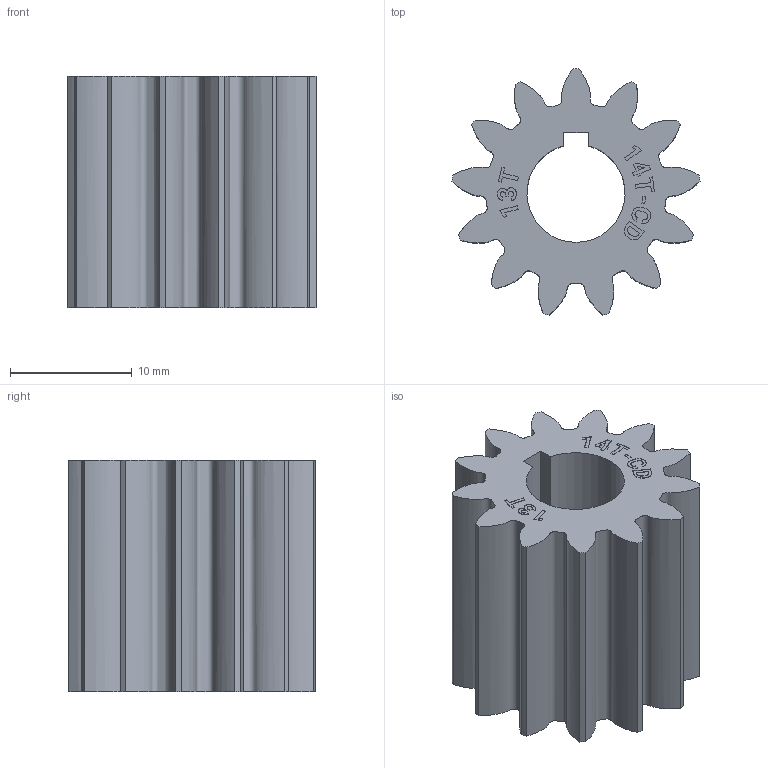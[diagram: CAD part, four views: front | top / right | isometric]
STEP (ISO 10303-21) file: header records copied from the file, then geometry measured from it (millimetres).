
FILE_DESCRIPTION (( 'STEP AP214' ), '1' );
FILE_NAME ('WCP-0902 Rev1.step', '2023-10-30T20:02:01', ( '' ), ( '' ), 'SwSTEP 2.0', 'SolidWorks 2022', '' );
FILE_SCHEMA (( 'AUTOMOTIVE_DESIGN' ));
Length unit declared in the file: inch
Products named in the file (1): WCP-0902 Rev1
Bounding box: 20.36 x 20.22 x 19 mm (x, y, z)
Volume: 3592.2 mm3; surface area: 2822.4 mm2
Topology: 1 solids, 1 shells, 236 faces, 636 edges, 424 vertices
Faces by surface type: plane 154, bspline 67, cylinder 15
Entity records: 13984 total; most frequent: CARTESIAN_POINT 8436, ORIENTED_EDGE 1272, DIRECTION 872, EDGE_CURVE 636, LINE 472, VECTOR 472, VERTEX_POINT 424, EDGE_LOOP 260
